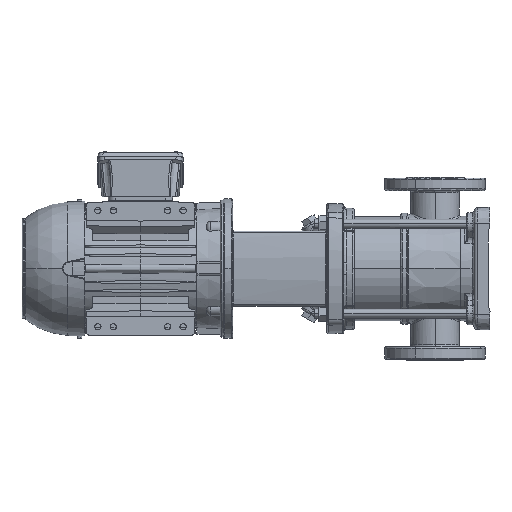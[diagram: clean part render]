
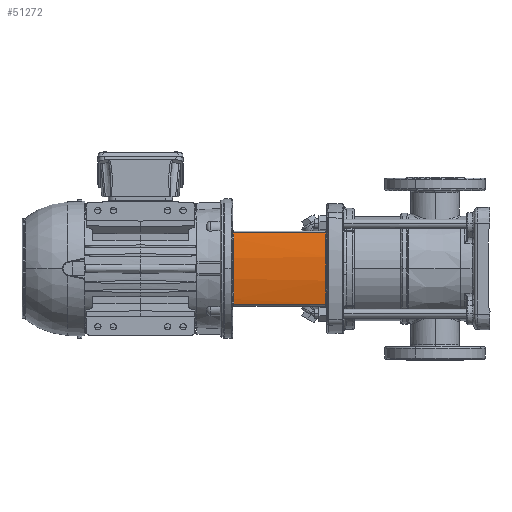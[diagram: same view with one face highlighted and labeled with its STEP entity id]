
A CAD part, left-side view. The second image highlights one B-rep face of the part: STEP entity #51272.
In plain terms, the highlighted cylindrical face has radius 247.5 mm (diameter 495 mm), a partial arc.
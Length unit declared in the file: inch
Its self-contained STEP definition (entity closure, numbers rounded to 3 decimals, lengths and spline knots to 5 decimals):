
#1981 = ORIENTED_EDGE ( 'NONE', *, *, #51088, .T. ) ;
#2061 = ORIENTED_EDGE ( 'NONE', *, *, #110228, .F. ) ;
#4039 = DIRECTION ( 'NONE',  ( 0., 1., 0. ) ) ;
#4403 = CARTESIAN_POINT ( 'NONE',  ( 2.07315, 12.98033, -3.85172 ) ) ;
#4689 = CARTESIAN_POINT ( 'NONE',  ( 2.30097, 7.04465, -3.79923 ) ) ;
#7820 = DIRECTION ( 'NONE',  ( 0., 1., 0. ) ) ;
#11400 = CARTESIAN_POINT ( 'NONE',  ( 2.1444, 12.98584, -3.83591 ) ) ;
#12008 = CYLINDRICAL_SURFACE ( 'NONE', #35960, 9.74409 ) ;
#12586 = CARTESIAN_POINT ( 'NONE',  ( -2.25451, 13.00097, -3.81044 ) ) ;
#12822 = AXIS2_PLACEMENT_3D ( 'NONE', #68505, #57696, #28322 ) ;
#13326 = CARTESIAN_POINT ( 'NONE',  ( -2.30097, 11.02238, -3.79923 ) ) ;
#17539 = EDGE_CURVE ( 'NONE', #126146, #112523, #57764, .T. ) ;
#22217 = DIRECTION ( 'NONE',  ( 0., 0., 1. ) ) ;
#23331 = CARTESIAN_POINT ( 'NONE',  ( 2.30097, 13.01124, -3.79923 ) ) ;
#25628 = VERTEX_POINT ( 'NONE', #4689 ) ;
#26593 = CARTESIAN_POINT ( 'NONE',  ( -2.1557, 12.987, -3.83336 ) ) ;
#28322 = DIRECTION ( 'NONE',  ( 0., 0., 1. ) ) ;
#29406 = ORIENTED_EDGE ( 'NONE', *, *, #40524, .T. ) ;
#31812 = CARTESIAN_POINT ( 'NONE',  ( 2.12228, 12.98379, -3.84088 ) ) ;
#35047 = CARTESIAN_POINT ( 'NONE',  ( -2.30097, 9.03351, -3.79923 ) ) ;
#35960 = AXIS2_PLACEMENT_3D ( 'NONE', #49697, #89827, #22217 ) ;
#40524 = EDGE_CURVE ( 'NONE', #67595, #71405, #107462, .T. ) ;
#42004 = FACE_OUTER_BOUND ( 'NONE', #90000, .T. ) ;
#42437 = CARTESIAN_POINT ( 'NONE',  ( -2.30097, 7.04465, -3.79923 ) ) ;
#43492 = B_SPLINE_CURVE_WITH_KNOTS ( 'NONE', 3,
 ( #109527, #61120, #12586, #51531, #90408, #123515, #94202, #26593, #65530, #53460, #63668, #122266, #122886 ),
 .UNSPECIFIED., .F., .F.,
 ( 4, 2, 1, 1, 1, 2, 2, 4 ),
 ( 0., 0.25, 0.375, 0.4375, 0.46875, 0.48437, 0.5, 1. ),
 .UNSPECIFIED. ) ;
#47362 = CARTESIAN_POINT ( 'NONE',  ( 0., 7.04465, 5.66929 ) ) ;
#48472 = CARTESIAN_POINT ( 'NONE',  ( 2.02635, 12.97813, -3.86183 ) ) ;
#49697 = CARTESIAN_POINT ( 'NONE',  ( 0., 6.9774, 5.66929 ) ) ;
#50264 = AXIS2_PLACEMENT_3D ( 'NONE', #47362, #7820, #124474 ) ;
#50339 = CARTESIAN_POINT ( 'NONE',  ( 2.20476, 12.99193, -3.82227 ) ) ;
#51088 = EDGE_CURVE ( 'NONE', #25628, #67595, #103156, .T. ) ;
#51272 = ADVANCED_FACE ( 'NONE', ( #42004 ), #12008, .T. ) ;
#51531 = CARTESIAN_POINT ( 'NONE',  ( -2.21644, 12.99473, -3.81938 ) ) ;
#53460 = CARTESIAN_POINT ( 'NONE',  ( -2.15048, 12.98646, -3.83454 ) ) ;
#57696 = DIRECTION ( 'NONE',  ( 0., -1., 0. ) ) ;
#57764 = CIRCLE ( 'NONE', #12822, 9.74409 ) ;
#59911 = CARTESIAN_POINT ( 'NONE',  ( 2.13333, 12.98479, -3.8384 ) ) ;
#60539 = CARTESIAN_POINT ( 'NONE',  ( 2.09615, 12.98171, -3.84669 ) ) ;
#61120 = CARTESIAN_POINT ( 'NONE',  ( -2.27845, 13.00578, -3.8047 ) ) ;
#63668 = CARTESIAN_POINT ( 'NONE',  ( -2.09032, 12.98036, -3.84814 ) ) ;
#63788 = CARTESIAN_POINT ( 'NONE',  ( -2.30097, 13.01124, -3.79923 ) ) ;
#65530 = CARTESIAN_POINT ( 'NONE',  ( -2.15219, 12.98663, -3.83415 ) ) ;
#67595 = VERTEX_POINT ( 'NONE', #42437 ) ;
#68505 = CARTESIAN_POINT ( 'NONE',  ( 0., 12.9774, 5.66929 ) ) ;
#68699 = ORIENTED_EDGE ( 'NONE', *, *, #80696, .T. ) ;
#70755 = CARTESIAN_POINT ( 'NONE',  ( 2.14067, 12.98548, -3.83676 ) ) ;
#71405 = VERTEX_POINT ( 'NONE', #121307 ) ;
#71658 = CARTESIAN_POINT ( 'NONE',  ( 2.30097, 6.9774, -3.79923 ) ) ;
#71696 = ORIENTED_EDGE ( 'NONE', *, *, #106925, .T. ) ;
#80696 = EDGE_CURVE ( 'NONE', #71405, #126146, #43492, .T. ) ;
#81549 = B_SPLINE_CURVE_WITH_KNOTS ( 'NONE', 3,
 ( #125576, #106460, #48472, #4403, #60539, #31812, #59911, #70755, #11400, #50339, #101291, #100647 ),
 .UNSPECIFIED., .F., .F.,
 ( 4, 2, 1, 1, 2, 2, 4 ),
 ( 0., 0.25, 0.375, 0.4375, 0.46875, 0.5, 1. ),
 .UNSPECIFIED. ) ;
#83099 = LINE ( 'NONE', #71658, #102660 ) ;
#83414 = CARTESIAN_POINT ( 'NONE',  ( -1.96076, 12.9774, -3.87549 ) ) ;
#84414 = VERTEX_POINT ( 'NONE', #23331 ) ;
#87126 = ORIENTED_EDGE ( 'NONE', *, *, #17539, .T. ) ;
#89827 = DIRECTION ( 'NONE',  ( 0., 1., 0. ) ) ;
#90000 = EDGE_LOOP ( 'NONE', ( #87126, #71696, #2061, #1981, #29406, #68699 ) ) ;
#90408 = CARTESIAN_POINT ( 'NONE',  ( -2.19686, 12.99185, -3.82394 ) ) ;
#94202 = CARTESIAN_POINT ( 'NONE',  ( -2.16095, 12.98756, -3.83217 ) ) ;
#100647 = CARTESIAN_POINT ( 'NONE',  ( 2.30097, 13.01124, -3.79923 ) ) ;
#101291 = CARTESIAN_POINT ( 'NONE',  ( 2.25575, 13.00028, -3.81022 ) ) ;
#102660 = VECTOR ( 'NONE', #4039, 39.37008 ) ;
#103156 = CIRCLE ( 'NONE', #50264, 9.74409 ) ;
#106460 = CARTESIAN_POINT ( 'NONE',  ( 1.99409, 12.9774, -3.86864 ) ) ;
#106925 = EDGE_CURVE ( 'NONE', #112523, #84414, #81549, .T. ) ;
#107462 = B_SPLINE_CURVE_WITH_KNOTS ( 'NONE', 3,
 ( #110906, #35047, #13326, #63788 ),
 .UNSPECIFIED., .F., .F.,
 ( 4, 4 ),
 ( 0., 1. ),
 .UNSPECIFIED. ) ;
#109527 = CARTESIAN_POINT ( 'NONE',  ( -2.30097, 13.01124, -3.79923 ) ) ;
#110228 = EDGE_CURVE ( 'NONE', #25628, #84414, #83099, .T. ) ;
#110906 = CARTESIAN_POINT ( 'NONE',  ( -2.30097, 7.04465, -3.79923 ) ) ;
#112523 = VERTEX_POINT ( 'NONE', #115307 ) ;
#115307 = CARTESIAN_POINT ( 'NONE',  ( 1.96076, 12.9774, -3.87549 ) ) ;
#121307 = CARTESIAN_POINT ( 'NONE',  ( -2.30097, 13.01124, -3.79923 ) ) ;
#122266 = CARTESIAN_POINT ( 'NONE',  ( -2.02769, 12.9774, -3.86174 ) ) ;
#122886 = CARTESIAN_POINT ( 'NONE',  ( -1.96076, 12.9774, -3.87549 ) ) ;
#123515 = CARTESIAN_POINT ( 'NONE',  ( -2.17308, 12.98892, -3.8294 ) ) ;
#124474 = DIRECTION ( 'NONE',  ( 0.238, 0., -0.971 ) ) ;
#125576 = CARTESIAN_POINT ( 'NONE',  ( 1.96076, 12.9774, -3.87549 ) ) ;
#126146 = VERTEX_POINT ( 'NONE', #83414 ) ;
